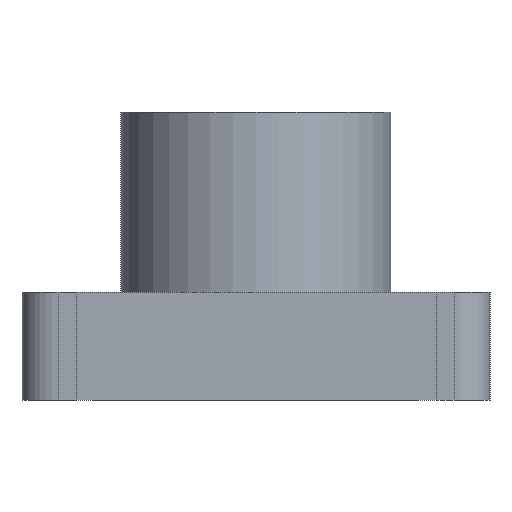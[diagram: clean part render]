
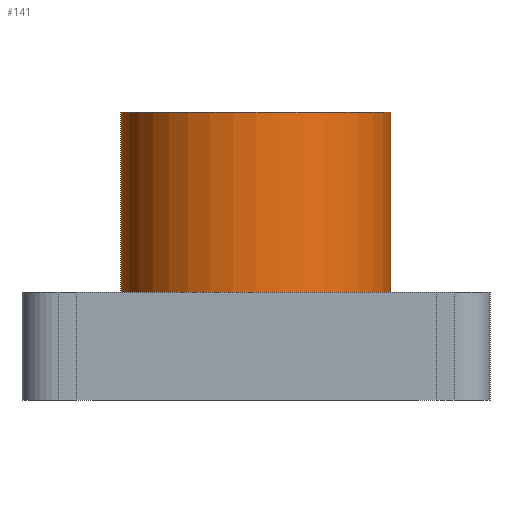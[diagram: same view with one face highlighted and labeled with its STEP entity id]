
A CAD part, front view. The second image highlights one B-rep face of the part: STEP entity #141.
In plain terms, the highlighted cylindrical face has radius 7.5 mm (diameter 15 mm), a partial arc.
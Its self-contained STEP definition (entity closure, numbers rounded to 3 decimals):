
#95 = ORIENTED_EDGE ( 'NONE', *, *, #183, .F. ) ;
#121 = ORIENTED_EDGE ( 'NONE', *, *, #1029, .T. ) ;
#141 = ADVANCED_FACE ( 'NONE', ( #390 ), #987, .T. ) ;
#181 = DIRECTION ( 'NONE',  ( 1., 0., 0. ) ) ;
#183 = EDGE_CURVE ( 'NONE', #594, #565, #607, .T. ) ;
#218 = ORIENTED_EDGE ( 'NONE', *, *, #461, .T. ) ;
#224 = CARTESIAN_POINT ( 'NONE',  ( -7.5, 0., 6. ) ) ;
#225 = VECTOR ( 'NONE', #1095, 1000. ) ;
#234 = VERTEX_POINT ( 'NONE', #224 ) ;
#250 = AXIS2_PLACEMENT_3D ( 'NONE', #786, #769, #492 ) ;
#300 = CARTESIAN_POINT ( 'NONE',  ( 0., 0., 16. ) ) ;
#351 = DIRECTION ( 'NONE',  ( 0., 0., 1. ) ) ;
#390 = FACE_OUTER_BOUND ( 'NONE', #1056, .T. ) ;
#398 = CARTESIAN_POINT ( 'NONE',  ( -7.5, 0., 16. ) ) ;
#444 = CIRCLE ( 'NONE', #871, 7.5 ) ;
#461 = EDGE_CURVE ( 'NONE', #234, #565, #444, .T. ) ;
#489 = CARTESIAN_POINT ( 'NONE',  ( -7.5, 0., 16. ) ) ;
#492 = DIRECTION ( 'NONE',  ( 1., 0., 0. ) ) ;
#494 = DIRECTION ( 'NONE',  ( -1., 0., 0. ) ) ;
#555 = CIRCLE ( 'NONE', #250, 7.5 ) ;
#565 = VERTEX_POINT ( 'NONE', #698 ) ;
#585 = CARTESIAN_POINT ( 'NONE',  ( 7.5, 0., 16. ) ) ;
#594 = VERTEX_POINT ( 'NONE', #895 ) ;
#607 = LINE ( 'NONE', #585, #690 ) ;
#690 = VECTOR ( 'NONE', #746, 1000. ) ;
#698 = CARTESIAN_POINT ( 'NONE',  ( 7.5, 0., 6. ) ) ;
#746 = DIRECTION ( 'NONE',  ( 0., 0., -1. ) ) ;
#752 = ORIENTED_EDGE ( 'NONE', *, *, #838, .F. ) ;
#769 = DIRECTION ( 'NONE',  ( 0., 0., 1. ) ) ;
#786 = CARTESIAN_POINT ( 'NONE',  ( 0., 0., 16. ) ) ;
#820 = LINE ( 'NONE', #489, #225 ) ;
#838 = EDGE_CURVE ( 'NONE', #949, #594, #555, .T. ) ;
#871 = AXIS2_PLACEMENT_3D ( 'NONE', #972, #351, #181 ) ;
#895 = CARTESIAN_POINT ( 'NONE',  ( 7.5, 0., 16. ) ) ;
#949 = VERTEX_POINT ( 'NONE', #398 ) ;
#972 = CARTESIAN_POINT ( 'NONE',  ( 0., 0., 6. ) ) ;
#987 = CYLINDRICAL_SURFACE ( 'NONE', #1041, 7.5 ) ;
#997 = DIRECTION ( 'NONE',  ( 0., 0., -1. ) ) ;
#1029 = EDGE_CURVE ( 'NONE', #949, #234, #820, .T. ) ;
#1041 = AXIS2_PLACEMENT_3D ( 'NONE', #300, #997, #494 ) ;
#1056 = EDGE_LOOP ( 'NONE', ( #95, #752, #121, #218 ) ) ;
#1095 = DIRECTION ( 'NONE',  ( 0., 0., -1. ) ) ;
